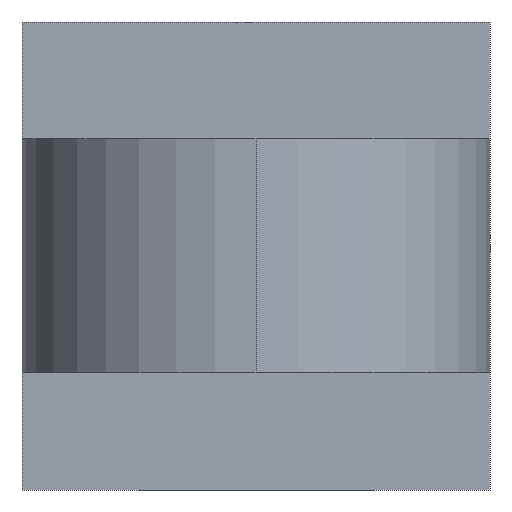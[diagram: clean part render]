
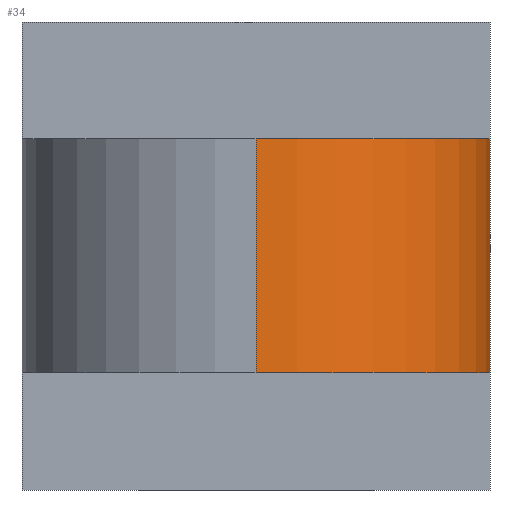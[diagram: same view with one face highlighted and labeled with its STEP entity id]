
A CAD part, left-side view. The second image highlights one B-rep face of the part: STEP entity #34.
In plain terms, the highlighted cylindrical face has radius 14 mm (diameter 28 mm), a partial arc.
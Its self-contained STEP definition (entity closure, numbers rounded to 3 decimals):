
#4 = EDGE_CURVE ( 'NONE', #175, #595, #590, .T. ) ;
#5 = EDGE_CURVE ( 'NONE', #60, #175, #238, .T. ) ;
#7 = AXIS2_PLACEMENT_3D ( 'NONE', #567, #112, #211 ) ;
#16 = DIRECTION ( 'NONE',  ( 0., 0., -1. ) ) ;
#25 = CARTESIAN_POINT ( 'NONE',  ( -18., 0., -7. ) ) ;
#34 = ADVANCED_FACE ( 'NONE', ( #86 ), #384, .T. ) ;
#53 = VECTOR ( 'NONE', #460, 1000. ) ;
#60 = VERTEX_POINT ( 'NONE', #634 ) ;
#70 = CARTESIAN_POINT ( 'NONE',  ( -32., 0., -7. ) ) ;
#86 = FACE_OUTER_BOUND ( 'NONE', #597, .T. ) ;
#112 = DIRECTION ( 'NONE',  ( 0., 0., 1. ) ) ;
#154 = ORIENTED_EDGE ( 'NONE', *, *, #293, .T. ) ;
#175 = VERTEX_POINT ( 'NONE', #237 ) ;
#201 = EDGE_CURVE ( 'NONE', #601, #595, #376, .T. ) ;
#211 = DIRECTION ( 'NONE',  ( 1., 0., 0. ) ) ;
#216 = LINE ( 'NONE', #598, #536 ) ;
#237 = CARTESIAN_POINT ( 'NONE',  ( -18., -14., 7. ) ) ;
#238 = CIRCLE ( 'NONE', #7, 14. ) ;
#245 = AXIS2_PLACEMENT_3D ( 'NONE', #25, #583, #285 ) ;
#274 = CARTESIAN_POINT ( 'NONE',  ( -18., -14., 7. ) ) ;
#284 = ORIENTED_EDGE ( 'NONE', *, *, #5, .F. ) ;
#285 = DIRECTION ( 'NONE',  ( 1., 0., 0. ) ) ;
#293 = EDGE_CURVE ( 'NONE', #60, #601, #216, .T. ) ;
#322 = CARTESIAN_POINT ( 'NONE',  ( -18., 0., 7. ) ) ;
#372 = DIRECTION ( 'NONE',  ( -1., 0., 0. ) ) ;
#376 = CIRCLE ( 'NONE', #245, 14. ) ;
#384 = CYLINDRICAL_SURFACE ( 'NONE', #453, 14. ) ;
#428 = DIRECTION ( 'NONE',  ( 0., 0., -1. ) ) ;
#453 = AXIS2_PLACEMENT_3D ( 'NONE', #322, #16, #372 ) ;
#460 = DIRECTION ( 'NONE',  ( 0., 0., -1. ) ) ;
#497 = ORIENTED_EDGE ( 'NONE', *, *, #201, .T. ) ;
#536 = VECTOR ( 'NONE', #428, 1000. ) ;
#567 = CARTESIAN_POINT ( 'NONE',  ( -18., 0., 7. ) ) ;
#572 = CARTESIAN_POINT ( 'NONE',  ( -18., -14., -7. ) ) ;
#583 = DIRECTION ( 'NONE',  ( 0., 0., 1. ) ) ;
#590 = LINE ( 'NONE', #274, #53 ) ;
#595 = VERTEX_POINT ( 'NONE', #572 ) ;
#597 = EDGE_LOOP ( 'NONE', ( #284, #154, #497, #646 ) ) ;
#598 = CARTESIAN_POINT ( 'NONE',  ( -32., 0., 7. ) ) ;
#601 = VERTEX_POINT ( 'NONE', #70 ) ;
#634 = CARTESIAN_POINT ( 'NONE',  ( -32., 0., 7. ) ) ;
#646 = ORIENTED_EDGE ( 'NONE', *, *, #4, .F. ) ;
